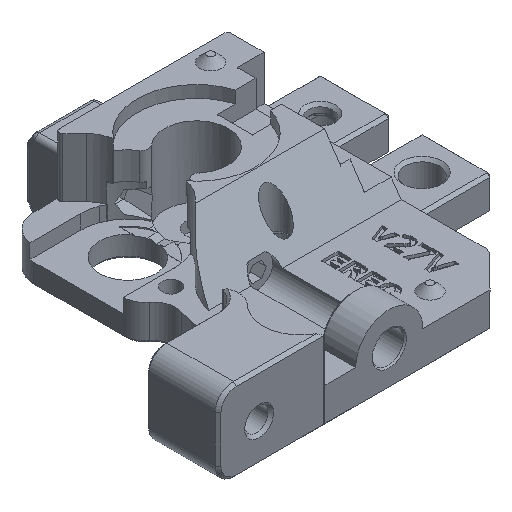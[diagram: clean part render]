
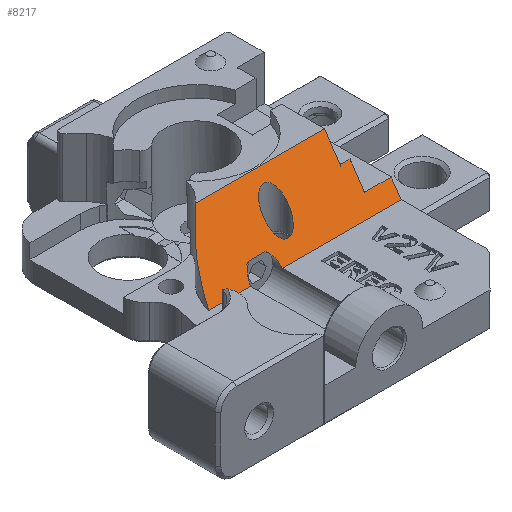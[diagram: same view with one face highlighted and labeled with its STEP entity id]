
A CAD part, isometric view. The second image highlights one B-rep face of the part: STEP entity #8217.
In plain terms, the highlighted planar face has unit normal (0, -0.823, 0.569).
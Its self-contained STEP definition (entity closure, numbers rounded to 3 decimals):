
#304=ELLIPSE('',#8301,2.638,2.17);
#305=ELLIPSE('',#8304,2.638,2.17);
#333=ELLIPSE('',#8587,2.99,1.7);
#334=ELLIPSE('',#8659,15.565,8.849);
#438=FACE_BOUND('',#1561,.T.);
#1078=FACE_OUTER_BOUND('',#1560,.T.);
#1560=EDGE_LOOP('',(#7210,#7211,#7212,#7213,#7214,#7215,#7216,#7217,#7218,
#7219,#7220,#7221,#7222));
#1561=EDGE_LOOP('',(#7223));
#1652=LINE('',#10966,#2428);
#1745=LINE('',#12234,#2521);
#1954=LINE('',#13465,#2730);
#1958=LINE('',#13473,#2734);
#1969=LINE('',#13495,#2745);
#1982=LINE('',#13519,#2758);
#1990=LINE('',#13539,#2766);
#2100=LINE('',#13845,#2876);
#2321=LINE('',#14942,#3097);
#2324=LINE('',#14950,#3100);
#2428=VECTOR('',#8935,10.);
#2521=VECTOR('',#9314,10.);
#2730=VECTOR('',#9739,10.);
#2734=VECTOR('',#9745,10.);
#2745=VECTOR('',#9760,10.);
#2758=VECTOR('',#9779,10.);
#2766=VECTOR('',#9801,10.);
#2876=VECTOR('',#10119,10.);
#3097=VECTOR('',#10678,10.);
#3100=VECTOR('',#10689,10.);
#3203=VERTEX_POINT('',#10963);
#3204=VERTEX_POINT('',#10965);
#3217=VERTEX_POINT('',#10998);
#3218=VERTEX_POINT('',#10999);
#3219=VERTEX_POINT('',#11001);
#3223=VERTEX_POINT('',#11010);
#3337=VERTEX_POINT('',#12233);
#3550=VERTEX_POINT('',#13463);
#3551=VERTEX_POINT('',#13464);
#3554=VERTEX_POINT('',#13472);
#3563=VERTEX_POINT('',#13494);
#3576=VERTEX_POINT('',#13537);
#3605=VERTEX_POINT('',#13616);
#3668=VERTEX_POINT('',#13841);
#3959=EDGE_CURVE('',#3203,#3204,#1652,.T.);
#3976=EDGE_CURVE('',#3219,#3218,#304,.T.);
#3982=EDGE_CURVE('',#3217,#3223,#305,.T.);
#4170=EDGE_CURVE('',#3337,#3219,#1745,.T.);
#4485=EDGE_CURVE('',#3550,#3551,#1954,.T.);
#4489=EDGE_CURVE('',#3551,#3554,#1958,.T.);
#4500=EDGE_CURVE('',#3563,#3550,#1969,.T.);
#4513=EDGE_CURVE('',#3203,#3563,#1982,.T.);
#4523=EDGE_CURVE('',#3554,#3576,#1990,.T.);
#4562=EDGE_CURVE('',#3605,#3605,#333,.T.);
#4672=EDGE_CURVE('',#3668,#3337,#334,.T.);
#4674=EDGE_CURVE('',#3576,#3668,#2100,.T.);
#5002=EDGE_CURVE('',#3223,#3204,#2321,.T.);
#5006=EDGE_CURVE('',#3218,#3217,#2324,.T.);
#7210=ORIENTED_EDGE('',*,*,#3982,.T.);
#7211=ORIENTED_EDGE('',*,*,#5002,.T.);
#7212=ORIENTED_EDGE('',*,*,#3959,.F.);
#7213=ORIENTED_EDGE('',*,*,#4513,.T.);
#7214=ORIENTED_EDGE('',*,*,#4500,.T.);
#7215=ORIENTED_EDGE('',*,*,#4485,.T.);
#7216=ORIENTED_EDGE('',*,*,#4489,.T.);
#7217=ORIENTED_EDGE('',*,*,#4523,.T.);
#7218=ORIENTED_EDGE('',*,*,#4674,.T.);
#7219=ORIENTED_EDGE('',*,*,#4672,.T.);
#7220=ORIENTED_EDGE('',*,*,#4170,.T.);
#7221=ORIENTED_EDGE('',*,*,#3976,.T.);
#7222=ORIENTED_EDGE('',*,*,#5006,.T.);
#7223=ORIENTED_EDGE('',*,*,#4562,.T.);
#7784=PLANE('',#8833);
#8217=ADVANCED_FACE('',(#1078,#438),#7784,.T.);
#8301=AXIS2_PLACEMENT_3D('',#11002,#8964,#8965);
#8304=AXIS2_PLACEMENT_3D('',#11012,#8973,#8974);
#8587=AXIS2_PLACEMENT_3D('',#13618,#9881,#9882);
#8659=AXIS2_PLACEMENT_3D('',#13842,#10114,#10115);
#8833=AXIS2_PLACEMENT_3D('',#14949,#10687,#10688);
#8935=DIRECTION('',(0.,-0.569,-0.823));
#8964=DIRECTION('center_axis',(0.,0.823,-0.569));
#8965=DIRECTION('ref_axis',(0.,-0.569,-0.823));
#8973=DIRECTION('center_axis',(0.,0.823,-0.569));
#8974=DIRECTION('ref_axis',(0.,-0.569,-0.823));
#9314=DIRECTION('',(1.,0.,0.));
#9739=DIRECTION('',(-1.,0.,0.));
#9745=DIRECTION('',(0.,0.569,0.823));
#9760=DIRECTION('',(0.,0.569,0.823));
#9779=DIRECTION('',(-1.,0.,0.));
#9801=DIRECTION('',(-1.,0.,0.));
#9881=DIRECTION('center_axis',(0.,0.823,-0.569));
#9882=DIRECTION('ref_axis',(0.,0.569,0.823));
#10114=DIRECTION('center_axis',(0.,-0.823,0.569));
#10115=DIRECTION('ref_axis',(0.,-0.569,-0.823));
#10119=DIRECTION('',(-0.494,-0.494,-0.715));
#10678=DIRECTION('',(1.,0.,0.));
#10687=DIRECTION('center_axis',(0.,-0.823,0.569));
#10688=DIRECTION('ref_axis',(0.,-0.569,-0.823));
#10689=DIRECTION('',(1.,0.,0.));
#10963=CARTESIAN_POINT('',(18.65,-2.611,2.01));
#10965=CARTESIAN_POINT('',(18.65,-4.,0.));
#10966=CARTESIAN_POINT('',(18.65,1.851,8.466));
#10998=CARTESIAN_POINT('',(1.082,-2.7,1.881));
#10999=CARTESIAN_POINT('',(-1.082,-2.7,1.881));
#11001=CARTESIAN_POINT('',(-2.17,-4.,0.));
#11002=CARTESIAN_POINT('Origin',(0.,-4.,0.));
#11010=CARTESIAN_POINT('',(2.17,-4.,0.));
#11012=CARTESIAN_POINT('Origin',(0.,-4.,0.));
#12233=CARTESIAN_POINT('',(-7.993,-4.,0.));
#12234=CARTESIAN_POINT('',(0.,-4.,0.));
#13463=CARTESIAN_POINT('',(15.,-0.565,4.971));
#13464=CARTESIAN_POINT('',(13.652,-0.565,4.971));
#13465=CARTESIAN_POINT('',(7.65,-0.565,4.971));
#13472=CARTESIAN_POINT('',(13.652,1.646,8.17));
#13473=CARTESIAN_POINT('',(13.652,2.019,8.709));
#13494=CARTESIAN_POINT('',(15.,-2.611,2.01));
#13495=CARTESIAN_POINT('',(15.,1.052,7.31));
#13519=CARTESIAN_POINT('',(7.65,-2.611,2.01));
#13537=CARTESIAN_POINT('',(-4.247,1.646,8.17));
#13539=CARTESIAN_POINT('',(-1.946,1.646,8.17));
#13616=CARTESIAN_POINT('',(2.6,-1.,4.341));
#13618=CARTESIAN_POINT('Origin',(4.3,-1.,4.341));
#13841=CARTESIAN_POINT('',(-5.966,-0.074,5.682));
#13842=CARTESIAN_POINT('Origin',(0.634,-5.967,-2.847));
#13845=CARTESIAN_POINT('',(-6.081,-0.188,5.516));
#14942=CARTESIAN_POINT('',(0.,-4.,0.));
#14949=CARTESIAN_POINT('Origin',(0.,2.,8.682));
#14950=CARTESIAN_POINT('',(1.1,-2.7,1.881));
